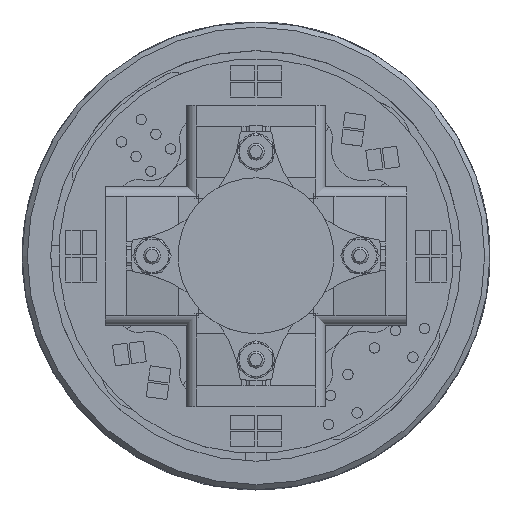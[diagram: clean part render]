
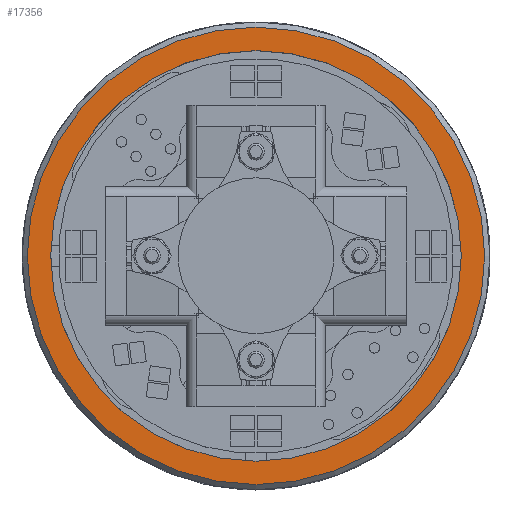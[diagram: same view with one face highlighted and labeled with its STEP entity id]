
A CAD part, top view. The second image highlights one B-rep face of the part: STEP entity #17356.
In plain terms, the highlighted face is planar.
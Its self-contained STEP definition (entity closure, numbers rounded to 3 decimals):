
#717 = CARTESIAN_POINT ( 'NONE',  ( -22.5, 8.5, 0. ) ) ;
#942 = AXIS2_PLACEMENT_3D ( 'NONE', #24412, #13788, #6777 ) ;
#1004 = AXIS2_PLACEMENT_3D ( 'NONE', #7133, #38125, #20238 ) ;
#3867 = CIRCLE ( 'NONE', #942, 22. ) ;
#4573 = FACE_OUTER_BOUND ( 'NONE', #31198, .T. ) ;
#6777 = DIRECTION ( 'NONE',  ( 0., 0., -1. ) ) ;
#7133 = CARTESIAN_POINT ( 'NONE',  ( 0., 8.5, 0. ) ) ;
#8963 = CIRCLE ( 'NONE', #1004, 19.75 ) ;
#13788 = DIRECTION ( 'NONE',  ( 0., 1., 0. ) ) ;
#14533 = DIRECTION ( 'NONE',  ( 0., 0., -1. ) ) ;
#14766 = ORIENTED_EDGE ( 'NONE', *, *, #16896, .T. ) ;
#14971 = DIRECTION ( 'NONE',  ( 0., -1., 0. ) ) ;
#16009 = ORIENTED_EDGE ( 'NONE', *, *, #32620, .T. ) ;
#16896 = EDGE_CURVE ( 'NONE', #36319, #36319, #8963, .T. ) ;
#17356 = ADVANCED_FACE ( 'NONE', ( #4573, #42345 ), #34887, .F. ) ;
#19779 = VERTEX_POINT ( 'NONE', #33156 ) ;
#20238 = DIRECTION ( 'NONE',  ( 0., 0., -1. ) ) ;
#23626 = EDGE_LOOP ( 'NONE', ( #14766 ) ) ;
#24412 = CARTESIAN_POINT ( 'NONE',  ( 0., 8.5, 0. ) ) ;
#31198 = EDGE_LOOP ( 'NONE', ( #16009 ) ) ;
#32620 = EDGE_CURVE ( 'NONE', #19779, #19779, #3867, .T. ) ;
#33156 = CARTESIAN_POINT ( 'NONE',  ( 0., 8.5, -22. ) ) ;
#34266 = AXIS2_PLACEMENT_3D ( 'NONE', #717, #14971, #14533 ) ;
#34887 = PLANE ( 'NONE',  #34266 ) ;
#36319 = VERTEX_POINT ( 'NONE', #39974 ) ;
#38125 = DIRECTION ( 'NONE',  ( 0., -1., 0. ) ) ;
#39974 = CARTESIAN_POINT ( 'NONE',  ( 0., 8.5, -19.75 ) ) ;
#42345 = FACE_BOUND ( 'NONE', #23626, .T. ) ;
